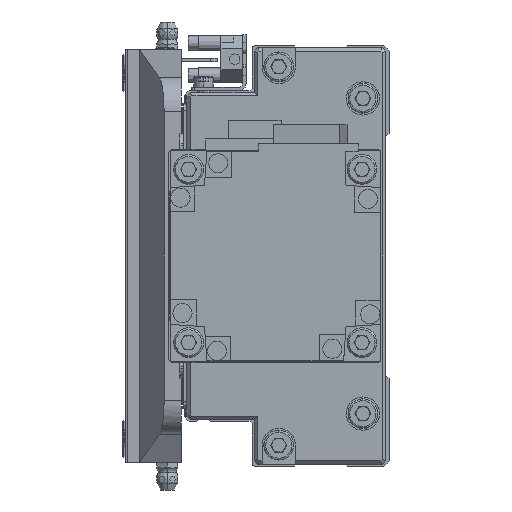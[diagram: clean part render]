
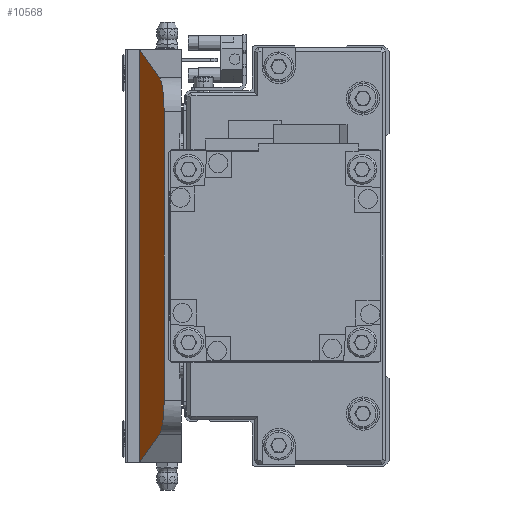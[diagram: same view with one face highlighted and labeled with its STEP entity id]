
A CAD part, left-side view. The second image highlights one B-rep face of the part: STEP entity #10568.
In plain terms, the highlighted planar face has unit normal (-0.174, 0.985, 0).
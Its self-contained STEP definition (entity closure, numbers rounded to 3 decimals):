
#311 = VERTEX_POINT ( 'NONE', #26173 ) ;
#1746 = ORIENTED_EDGE ( 'NONE', *, *, #31806, .T. ) ;
#1803 = VERTEX_POINT ( 'NONE', #29674 ) ;
#1837 = EDGE_CURVE ( 'NONE', #311, #46075, #20793, .T. ) ;
#2545 = ORIENTED_EDGE ( 'NONE', *, *, #1837, .T. ) ;
#4014 = CARTESIAN_POINT ( 'NONE',  ( -59.992, 12.134, -59.189 ) ) ;
#4118 = PLANE ( 'NONE',  #46689 ) ;
#4227 = CARTESIAN_POINT ( 'NONE',  ( -100.75, 4.947, 41.214 ) ) ;
#4794 = CARTESIAN_POINT ( 'NONE',  ( -93.169, 6.284, 50.917 ) ) ;
#5443 = LINE ( 'NONE', #23485, #49298 ) ;
#6580 = CARTESIAN_POINT ( 'NONE',  ( -60.75, 12., 59. ) ) ;
#7575 = DIRECTION ( 'NONE',  ( -0.956, -0.169, 0.238 ) ) ;
#8274 = DIRECTION ( 'NONE',  ( -0.174, 0.985, 0. ) ) ;
#8504 = VERTEX_POINT ( 'NONE', #17503 ) ;
#8945 = CARTESIAN_POINT ( 'NONE',  ( -100.75, 4.947, 45.994 ) ) ;
#10252 =( BOUNDED_CURVE ( )  B_SPLINE_CURVE ( 3, ( #11244, #29270, #42849, #41983 ),
 .UNSPECIFIED., .F., .T. ) 
 B_SPLINE_CURVE_WITH_KNOTS ( ( 4, 4 ),
 ( 4.957, 6.283 ),
 .UNSPECIFIED. ) 
 CURVE ( )  GEOMETRIC_REPRESENTATION_ITEM ( )  RATIONAL_B_SPLINE_CURVE ( ( 1., 0.859, 0.859, 1. ) ) 
 REPRESENTATION_ITEM ( '' )  );
#10568 = ADVANCED_FACE ( 'NONE', ( #35762 ), #4118, .T. ) ;
#11244 = CARTESIAN_POINT ( 'NONE',  ( -93.169, 6.284, -50.917 ) ) ;
#11871 = CARTESIAN_POINT ( 'NONE',  ( -93.169, 6.284, -50.917 ) ) ;
#14933 = DIRECTION ( 'NONE',  ( 0., 0., -1. ) ) ;
#14975 = VERTEX_POINT ( 'NONE', #11871 ) ;
#15210 = LINE ( 'NONE', #23805, #54041 ) ;
#17503 = CARTESIAN_POINT ( 'NONE',  ( -60.75, 12., 59. ) ) ;
#19930 = CARTESIAN_POINT ( 'NONE',  ( -93.169, 6.284, 50.917 ) ) ;
#20793 =( BOUNDED_CURVE ( )  B_SPLINE_CURVE ( 3, ( #4227, #8945, #35861, #4794 ),
 .UNSPECIFIED., .F., .T. ) 
 B_SPLINE_CURVE_WITH_KNOTS ( ( 4, 4 ),
 ( 0., 1.326 ),
 .UNSPECIFIED. ) 
 CURVE ( )  GEOMETRIC_REPRESENTATION_ITEM ( )  RATIONAL_B_SPLINE_CURVE ( ( 1., 0.859, 0.859, 1. ) ) 
 REPRESENTATION_ITEM ( '' )  );
#22810 = ORIENTED_EDGE ( 'NONE', *, *, #37535, .F. ) ;
#23485 = CARTESIAN_POINT ( 'NONE',  ( -91.489, 6.58, 51.336 ) ) ;
#23506 = CARTESIAN_POINT ( 'NONE',  ( -60.75, 12., -59. ) ) ;
#23805 = CARTESIAN_POINT ( 'NONE',  ( -100.75, 4.947, 59. ) ) ;
#26173 = CARTESIAN_POINT ( 'NONE',  ( -100.75, 4.947, 41.214 ) ) ;
#29270 = CARTESIAN_POINT ( 'NONE',  ( -97.807, 5.466, -49.761 ) ) ;
#29674 = CARTESIAN_POINT ( 'NONE',  ( -100.75, 4.947, -41.214 ) ) ;
#30974 = EDGE_LOOP ( 'NONE', ( #2545, #41605, #31841, #46779, #1746, #22810 ) ) ;
#31309 = DIRECTION ( 'NONE',  ( 0., 0., 1. ) ) ;
#31806 = EDGE_CURVE ( 'NONE', #14975, #1803, #10252, .T. ) ;
#31841 = ORIENTED_EDGE ( 'NONE', *, *, #53935, .T. ) ;
#32625 = DIRECTION ( 'NONE',  ( 0., 0., -1. ) ) ;
#35762 = FACE_OUTER_BOUND ( 'NONE', #30974, .T. ) ;
#35861 = CARTESIAN_POINT ( 'NONE',  ( -97.807, 5.466, 49.761 ) ) ;
#37535 = EDGE_CURVE ( 'NONE', #311, #1803, #15210, .T. ) ;
#39531 = DIRECTION ( 'NONE',  ( 0.956, 0.169, 0.238 ) ) ;
#41605 = ORIENTED_EDGE ( 'NONE', *, *, #56281, .T. ) ;
#41983 = CARTESIAN_POINT ( 'NONE',  ( -100.75, 4.947, -41.214 ) ) ;
#42621 = LINE ( 'NONE', #6580, #51913 ) ;
#42849 = CARTESIAN_POINT ( 'NONE',  ( -100.75, 4.947, -45.994 ) ) ;
#44591 = CARTESIAN_POINT ( 'NONE',  ( -100.75, 4.947, 59. ) ) ;
#44689 = VECTOR ( 'NONE', #7575, 1000. ) ;
#44781 = LINE ( 'NONE', #4014, #44689 ) ;
#45934 = VERTEX_POINT ( 'NONE', #23506 ) ;
#46075 = VERTEX_POINT ( 'NONE', #19930 ) ;
#46689 = AXIS2_PLACEMENT_3D ( 'NONE', #44591, #8274, #31309 ) ;
#46779 = ORIENTED_EDGE ( 'NONE', *, *, #47103, .T. ) ;
#47103 = EDGE_CURVE ( 'NONE', #45934, #14975, #44781, .T. ) ;
#49298 = VECTOR ( 'NONE', #39531, 1000. ) ;
#51913 = VECTOR ( 'NONE', #32625, 1000. ) ;
#53935 = EDGE_CURVE ( 'NONE', #8504, #45934, #42621, .T. ) ;
#54041 = VECTOR ( 'NONE', #14933, 1000. ) ;
#56281 = EDGE_CURVE ( 'NONE', #46075, #8504, #5443, .T. ) ;
